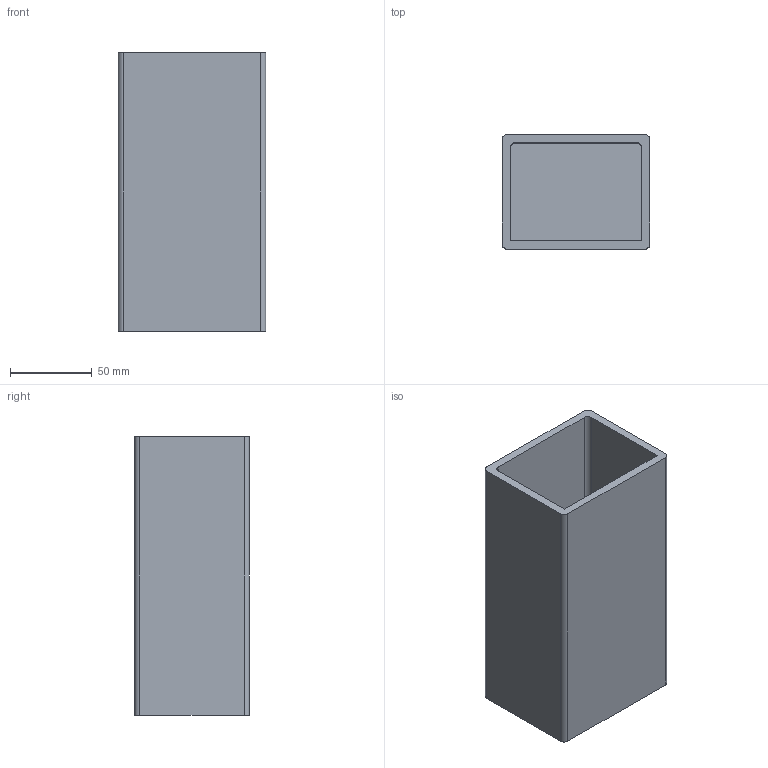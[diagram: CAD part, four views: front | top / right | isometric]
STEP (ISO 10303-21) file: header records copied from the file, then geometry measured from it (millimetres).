
FILE_DESCRIPTION (( 'STEP AP203' ), '1' );
FILE_NAME ('imagine case ap203.STEP', '2024-02-04T07:20:57', ( '' ), ( '' ), 'SwSTEP 2.0', 'SolidWorks 2019', '' );
FILE_SCHEMA (( 'CONFIG_CONTROL_DESIGN' ));
Length unit declared in the file: millimetre
Products named in the file (1): imagine case ap203
Bounding box: 90 x 70 x 170 mm (x, y, z)
Volume: 256950 mm3; surface area: 113368.5 mm2
Topology: 1 solids, 1 shells, 27 faces, 67 edges, 44 vertices
Faces by surface type: plane 20, cylinder 7
Entity records: 876 total; most frequent: CARTESIAN_POINT 139, DIRECTION 137, ORIENTED_EDGE 134, EDGE_CURVE 67, LINE 53, VECTOR 53, VERTEX_POINT 44, AXIS2_PLACEMENT_3D 42
